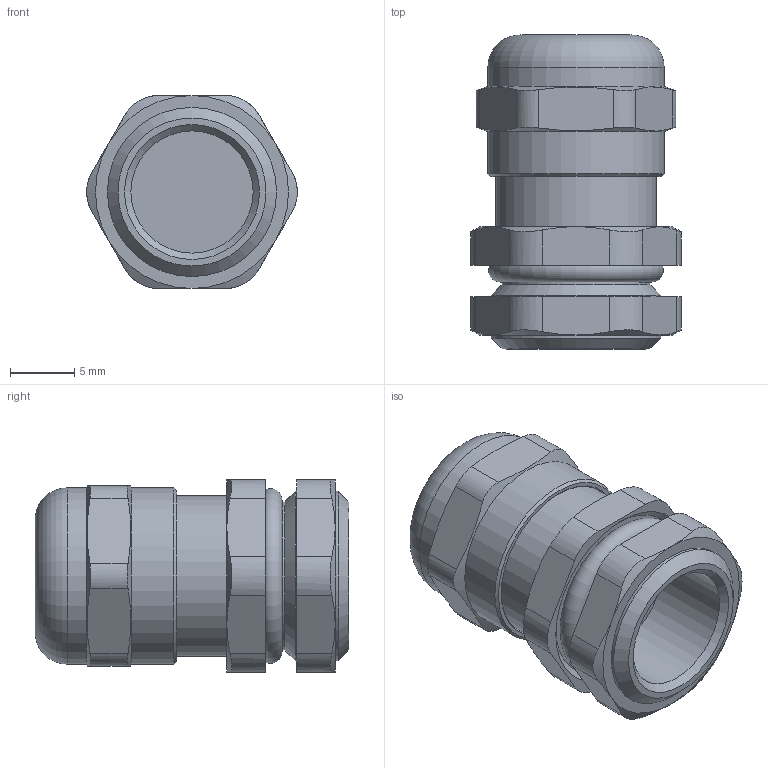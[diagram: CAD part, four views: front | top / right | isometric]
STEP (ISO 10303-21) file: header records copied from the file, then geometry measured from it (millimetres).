
FILE_DESCRIPTION(/* description */ ('ГОФРОМАТИК G 1(4 (3-6.5 мм)'),/* implementation_level */ '2;1');
FILE_NAME(/* name */ '',/* time_stamp */ '2025-01-22T15:28:41+07:00',/* author */ ('zeta-86'),/* organization */ (''),/* preprocessor_version */ 'ST-DEVELOPER v19.2',/* originating_system */ 'Autodesk Inventor 2024',/* authorisation */ '');
FILE_SCHEMA (('AUTOMOTIVE_DESIGN { 1 0 10303 214 3 1 1 }'));
Length unit declared in the file: millimetre
Products named in the file (1): ГОФРОМАТИК G 1(4 
(3-6.5 мм)
Bounding box: 16.39 x 24.41 x 15 mm (x, y, z)
Volume: 3192 mm3; surface area: 1905.9 mm2
Topology: 1 solids, 1 shells, 80 faces, 191 edges, 121 vertices
Faces by surface type: plane 29, cylinder 27, cone 20, torus 4
Full cylindrical faces by diameter (mm): 7.2 x1, 9.5 x1, 11.5 x2, 12.5 x1, 13.157 x2, 13.7 x2
Entity records: 2579 total; most frequent: CARTESIAN_POINT 683, ORIENTED_EDGE 382, DIRECTION 355, EDGE_CURVE 191, AXIS2_PLACEMENT_3D 145, VERTEX_POINT 121, EDGE_LOOP 89, STYLED_ITEM 80
